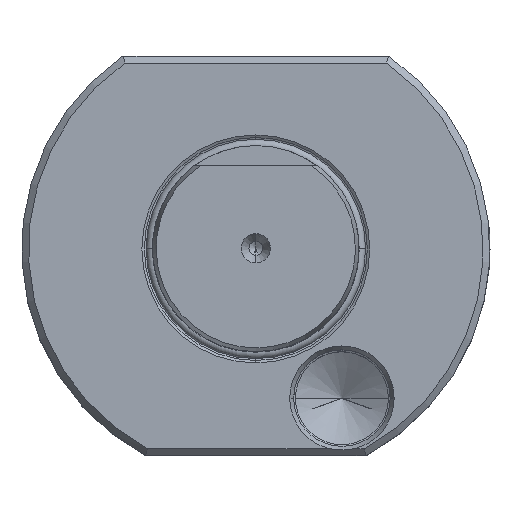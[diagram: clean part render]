
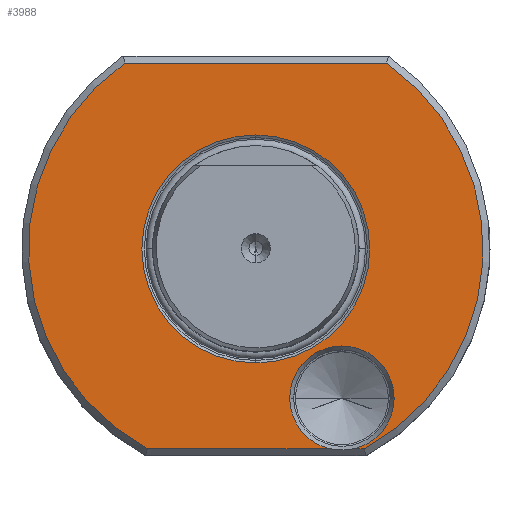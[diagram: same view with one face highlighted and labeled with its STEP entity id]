
A CAD part, top view. The second image highlights one B-rep face of the part: STEP entity #3988.
In plain terms, the highlighted planar face has unit normal (0, 0, 1).
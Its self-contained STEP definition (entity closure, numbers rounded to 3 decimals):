
#768=DIRECTION('',(-1,0,0));
#769=VECTOR('',#768,37.947);
#770=CARTESIAN_POINT('',(18.974,27,0.5));
#771=LINE('',#770,#769);
#772=CARTESIAN_POINT('',(0,0,0.5));
#773=DIRECTION('',(0,0,1));
#774=DIRECTION('',(0.477,-0.879,0));
#775=AXIS2_PLACEMENT_3D('',#772,#773,#774);
#777=DIRECTION('',(1,0,0));
#778=VECTOR('',#777,1.403);
#779=CARTESIAN_POINT('',(14.345,-29,0.5));
#780=LINE('',#779,#778);
#781=CARTESIAN_POINT('',(12.5,-21.651,0.5));
#782=DIRECTION('',(0,0,1));
#783=DIRECTION('',(0.244,-0.97,0));
#784=AXIS2_PLACEMENT_3D('',#781,#782,#783);
#786=CARTESIAN_POINT('',(12.5,-21.651,0.5));
#787=DIRECTION('',(0,0,1));
#788=DIRECTION('',(1,0,0));
#789=AXIS2_PLACEMENT_3D('',#786,#787,#788);
#791=CARTESIAN_POINT('',(12.5,-21.651,0.5));
#792=DIRECTION('',(0,0,1));
#793=DIRECTION('',(-1,0,0));
#794=AXIS2_PLACEMENT_3D('',#791,#792,#793);
#796=DIRECTION('',(1,0,0));
#797=VECTOR('',#796,26.403);
#798=CARTESIAN_POINT('',(-15.748,-29,0.5));
#799=LINE('',#798,#797);
#800=CARTESIAN_POINT('',(0,0,0.5));
#801=DIRECTION('',(0,0,1));
#802=DIRECTION('',(-0.575,0.818,0));
#803=AXIS2_PLACEMENT_3D('',#800,#801,#802);
#813=CARTESIAN_POINT('',(0,0,0.5));
#814=DIRECTION('',(0,0,1));
#815=DIRECTION('',(0,1,0));
#816=AXIS2_PLACEMENT_3D('',#813,#814,#815);
#818=CARTESIAN_POINT('',(0,0,0.5));
#819=DIRECTION('',(0,0,-1));
#820=DIRECTION('',(0,1,0));
#821=AXIS2_PLACEMENT_3D('',#818,#819,#820);
#1698=CARTESIAN_POINT('',(-18.974,27,0.5));
#1708=CARTESIAN_POINT('',(-15.748,-29,0.5));
#1730=CARTESIAN_POINT('',(18.974,27,0.5));
#1732=CARTESIAN_POINT('',(15.748,-29,0.5));
#2705=CARTESIAN_POINT('',(0,16.55,0.5));
#2707=VERTEX_POINT('',#2705);
#2711=CARTESIAN_POINT('',(0,-16.55,0.5));
#2713=VERTEX_POINT('',#2711);
#2909=CARTESIAN_POINT('',(20.078,-21.651,0.5));
#2910=CARTESIAN_POINT('',(4.923,-21.651,0.5));
#2911=VERTEX_POINT('',#2909);
#2912=VERTEX_POINT('',#2910);
#2991=VERTEX_POINT('',#1698);
#2995=VERTEX_POINT('',#1730);
#3001=VERTEX_POINT('',#1732);
#3003=CARTESIAN_POINT('',(14.345,-29,0.5));
#3004=VERTEX_POINT('',#3003);
#3006=VERTEX_POINT('',#1708);
#3007=CARTESIAN_POINT('',(10.655,-29,0.5));
#3008=VERTEX_POINT('',#3007);
#3960=CARTESIAN_POINT('',(0,0,0.5));
#3961=DIRECTION('',(0,0,-1));
#3962=DIRECTION('',(0,-1,0));
#3963=AXIS2_PLACEMENT_3D('',#3960,#3961,#3962);
#3964=PLANE('',#3963);
#3966=ORIENTED_EDGE('',*,*,#3965,.F.);
#3968=ORIENTED_EDGE('',*,*,#3967,.F.);
#3970=ORIENTED_EDGE('',*,*,#3969,.F.);
#3972=ORIENTED_EDGE('',*,*,#3971,.T.);
#3973=ORIENTED_EDGE('',*,*,#3950,.T.);
#3975=ORIENTED_EDGE('',*,*,#3974,.T.);
#3977=ORIENTED_EDGE('',*,*,#3976,.F.);
#3979=ORIENTED_EDGE('',*,*,#3978,.F.);
#3980=EDGE_LOOP('',(#3966,#3968,#3970,#3972,#3973,#3975,#3977,#3979));
#3981=FACE_OUTER_BOUND('',#3980,.F.);
#3983=ORIENTED_EDGE('',*,*,#3982,.T.);
#3985=ORIENTED_EDGE('',*,*,#3984,.F.);
#3986=EDGE_LOOP('',(#3983,#3985));
#3987=FACE_BOUND('',#3986,.F.);
#3988=ADVANCED_FACE('',(#3981,#3987),#3964,.F.);
#776=CIRCLE('',#775,33);
#785=CIRCLE('',#784,7.578);
#790=CIRCLE('',#789,7.578);
#795=CIRCLE('',#794,7.578);
#804=CIRCLE('',#803,33);
#817=CIRCLE('',#816,16.55);
#822=CIRCLE('',#821,16.55);
#3950=EDGE_CURVE('',#2911,#2912,#790,.T.);
#3965=EDGE_CURVE('',#2995,#2991,#771,.T.);
#3967=EDGE_CURVE('',#3001,#2995,#776,.T.);
#3969=EDGE_CURVE('',#3004,#3001,#780,.T.);
#3971=EDGE_CURVE('',#3004,#2911,#785,.T.);
#3974=EDGE_CURVE('',#2912,#3008,#795,.T.);
#3976=EDGE_CURVE('',#3006,#3008,#799,.T.);
#3978=EDGE_CURVE('',#2991,#3006,#804,.T.);
#3982=EDGE_CURVE('',#2707,#2713,#817,.T.);
#3984=EDGE_CURVE('',#2707,#2713,#822,.T.);
